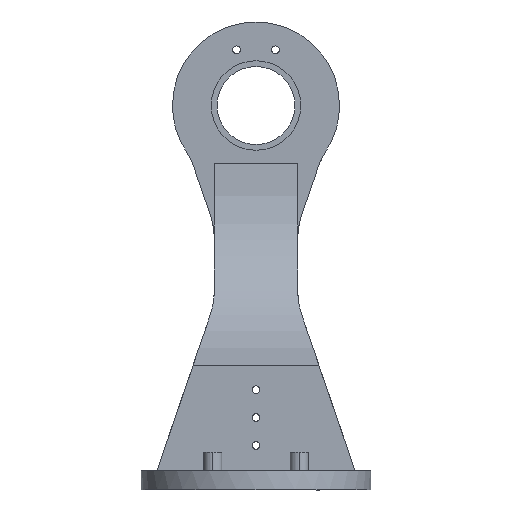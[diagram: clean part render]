
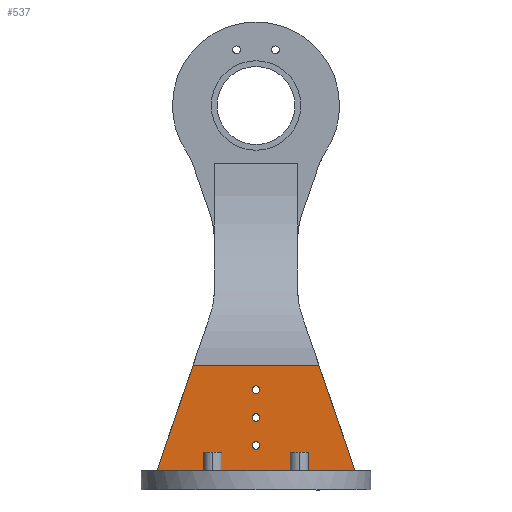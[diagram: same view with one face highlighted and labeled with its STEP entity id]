
A CAD part, left-side view. The second image highlights one B-rep face of the part: STEP entity #537.
In plain terms, the highlighted planar face has unit normal (-1, 0, 0).
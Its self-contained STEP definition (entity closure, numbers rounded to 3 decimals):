
#54 = FACE_BOUND ( 'NONE', #2379, .T. ) ;
#63 = AXIS2_PLACEMENT_3D ( 'NONE', #1675, #2536, #1928 ) ;
#64 = EDGE_CURVE ( 'NONE', #1991, #2887, #2016, .T. ) ;
#74 = DIRECTION ( 'NONE',  ( -1., 0., 0. ) ) ;
#158 = CIRCLE ( 'NONE', #1453, 1.4 ) ;
#184 = ORIENTED_EDGE ( 'NONE', *, *, #3125, .F. ) ;
#267 = CARTESIAN_POINT ( 'NONE',  ( 36.073, 24.444, 16. ) ) ;
#406 = CARTESIAN_POINT ( 'NONE',  ( 36.073, 47.025, 44.881 ) ) ;
#509 = DIRECTION ( 'NONE',  ( 0., -1., 0. ) ) ;
#521 = DIRECTION ( 'NONE',  ( 0., 1., 0. ) ) ;
#525 = AXIS2_PLACEMENT_3D ( 'NONE', #1234, #918, #3276 ) ;
#537 = ADVANCED_FACE ( 'NONE', ( #54, #3243, #638, #2121 ), #601, .T. ) ;
#558 = ORIENTED_EDGE ( 'NONE', *, *, #1503, .F. ) ;
#601 = PLANE ( 'NONE',  #2796 ) ;
#621 = DIRECTION ( 'NONE',  ( 0., -0.324, -0.946 ) ) ;
#638 = FACE_BOUND ( 'NONE', #1282, .T. ) ;
#658 = CARTESIAN_POINT ( 'NONE',  ( 36.073, 24.444, 24.6 ) ) ;
#709 = DIRECTION ( 'NONE',  ( -1., 0., 0. ) ) ;
#723 = VECTOR ( 'NONE', #1975, 1000. ) ;
#784 = VERTEX_POINT ( 'NONE', #3516 ) ;
#830 = CIRCLE ( 'NONE', #525, 1.4 ) ;
#854 = CARTESIAN_POINT ( 'NONE',  ( 36.073, 9.444, 7. ) ) ;
#889 = ORIENTED_EDGE ( 'NONE', *, *, #3256, .T. ) ;
#902 = DIRECTION ( 'NONE',  ( -1., 0., 0. ) ) ;
#918 = DIRECTION ( 'NONE',  ( -1., 0., 0. ) ) ;
#927 = CARTESIAN_POINT ( 'NONE',  ( 36.073, 24.444, 17.4 ) ) ;
#1009 = EDGE_LOOP ( 'NONE', ( #1973, #1097 ) ) ;
#1085 = VERTEX_POINT ( 'NONE', #2788 ) ;
#1097 = ORIENTED_EDGE ( 'NONE', *, *, #2066, .F. ) ;
#1172 = CARTESIAN_POINT ( 'NONE',  ( 36.073, 24.444, 16. ) ) ;
#1195 = CARTESIAN_POINT ( 'NONE',  ( 36.073, 9.444, 0. ) ) ;
#1215 = CIRCLE ( 'NONE', #63, 1.4 ) ;
#1234 = CARTESIAN_POINT ( 'NONE',  ( 36.073, 24.444, 26. ) ) ;
#1235 = DIRECTION ( 'NONE',  ( 0., -1., 0. ) ) ;
#1236 = CIRCLE ( 'NONE', #1751, 1.4 ) ;
#1248 = EDGE_LOOP ( 'NONE', ( #2547, #2076, #889, #3196 ) ) ;
#1282 = EDGE_LOOP ( 'NONE', ( #2666, #558 ) ) ;
#1289 = VERTEX_POINT ( 'NONE', #2114 ) ;
#1326 = CARTESIAN_POINT ( 'NONE',  ( 36.073, 24.444, 36. ) ) ;
#1379 = LINE ( 'NONE', #2301, #723 ) ;
#1453 = AXIS2_PLACEMENT_3D ( 'NONE', #1172, #902, #2920 ) ;
#1503 = EDGE_CURVE ( 'NONE', #2887, #1991, #158, .T. ) ;
#1563 = CARTESIAN_POINT ( 'NONE',  ( 36.073, -11.118, 7. ) ) ;
#1608 = AXIS2_PLACEMENT_3D ( 'NONE', #3019, #74, #1235 ) ;
#1675 = CARTESIAN_POINT ( 'NONE',  ( 36.073, 24.444, 26. ) ) ;
#1747 = DIRECTION ( 'NONE',  ( -1., 0., 0. ) ) ;
#1751 = AXIS2_PLACEMENT_3D ( 'NONE', #1326, #709, #2512 ) ;
#1767 = LINE ( 'NONE', #854, #2963 ) ;
#1815 = DIRECTION ( 'NONE',  ( -1., 0., 0. ) ) ;
#1891 = EDGE_CURVE ( 'NONE', #3119, #2111, #2636, .T. ) ;
#1928 = DIRECTION ( 'NONE',  ( 0., -1., 0. ) ) ;
#1973 = ORIENTED_EDGE ( 'NONE', *, *, #3281, .F. ) ;
#1975 = DIRECTION ( 'NONE',  ( 0., 0.324, -0.946 ) ) ;
#1991 = VERTEX_POINT ( 'NONE', #2392 ) ;
#2016 = CIRCLE ( 'NONE', #3693, 1.4 ) ;
#2065 = VERTEX_POINT ( 'NONE', #658 ) ;
#2066 = EDGE_CURVE ( 'NONE', #784, #2065, #830, .T. ) ;
#2076 = ORIENTED_EDGE ( 'NONE', *, *, #3002, .T. ) ;
#2111 = VERTEX_POINT ( 'NONE', #1563 ) ;
#2114 = CARTESIAN_POINT ( 'NONE',  ( 36.073, 24.444, 37.4 ) ) ;
#2121 = FACE_OUTER_BOUND ( 'NONE', #1248, .T. ) ;
#2144 = VERTEX_POINT ( 'NONE', #406 ) ;
#2216 = ORIENTED_EDGE ( 'NONE', *, *, #2514, .F. ) ;
#2301 = CARTESIAN_POINT ( 'NONE',  ( 36.073, 56.839, 16.243 ) ) ;
#2379 = EDGE_LOOP ( 'NONE', ( #2216, #184 ) ) ;
#2392 = CARTESIAN_POINT ( 'NONE',  ( 36.073, 24.444, 14.6 ) ) ;
#2469 = VECTOR ( 'NONE', #3204, 1000. ) ;
#2511 = VERTEX_POINT ( 'NONE', #3357 ) ;
#2512 = DIRECTION ( 'NONE',  ( 0., -1., 0. ) ) ;
#2514 = EDGE_CURVE ( 'NONE', #1085, #1289, #1236, .T. ) ;
#2536 = DIRECTION ( 'NONE',  ( -1., 0., 0. ) ) ;
#2547 = ORIENTED_EDGE ( 'NONE', *, *, #1891, .F. ) ;
#2636 = LINE ( 'NONE', #3542, #3173 ) ;
#2666 = ORIENTED_EDGE ( 'NONE', *, *, #64, .F. ) ;
#2684 = EDGE_CURVE ( 'NONE', #2111, #2511, #1767, .T. ) ;
#2699 = LINE ( 'NONE', #3771, #2469 ) ;
#2769 = DIRECTION ( 'NONE',  ( 0., -1., 0. ) ) ;
#2788 = CARTESIAN_POINT ( 'NONE',  ( 36.073, 24.444, 34.6 ) ) ;
#2796 = AXIS2_PLACEMENT_3D ( 'NONE', #1195, #1815, #2769 ) ;
#2887 = VERTEX_POINT ( 'NONE', #927 ) ;
#2920 = DIRECTION ( 'NONE',  ( 0., -1., 0. ) ) ;
#2963 = VECTOR ( 'NONE', #521, 1000. ) ;
#3002 = EDGE_CURVE ( 'NONE', #3119, #2144, #2699, .T. ) ;
#3019 = CARTESIAN_POINT ( 'NONE',  ( 36.073, 24.444, 36. ) ) ;
#3055 = CARTESIAN_POINT ( 'NONE',  ( 36.073, 1.864, 44.881 ) ) ;
#3119 = VERTEX_POINT ( 'NONE', #3055 ) ;
#3125 = EDGE_CURVE ( 'NONE', #1289, #1085, #3476, .T. ) ;
#3173 = VECTOR ( 'NONE', #621, 1000. ) ;
#3196 = ORIENTED_EDGE ( 'NONE', *, *, #2684, .F. ) ;
#3204 = DIRECTION ( 'NONE',  ( 0., 1., 0. ) ) ;
#3243 = FACE_BOUND ( 'NONE', #1009, .T. ) ;
#3256 = EDGE_CURVE ( 'NONE', #2144, #2511, #1379, .T. ) ;
#3276 = DIRECTION ( 'NONE',  ( 0., -1., 0. ) ) ;
#3281 = EDGE_CURVE ( 'NONE', #2065, #784, #1215, .T. ) ;
#3357 = CARTESIAN_POINT ( 'NONE',  ( 36.073, 60.007, 7. ) ) ;
#3476 = CIRCLE ( 'NONE', #1608, 1.4 ) ;
#3516 = CARTESIAN_POINT ( 'NONE',  ( 36.073, 24.444, 27.4 ) ) ;
#3542 = CARTESIAN_POINT ( 'NONE',  ( 36.073, -11.104, 7.042 ) ) ;
#3693 = AXIS2_PLACEMENT_3D ( 'NONE', #267, #1747, #509 ) ;
#3771 = CARTESIAN_POINT ( 'NONE',  ( 36.073, 9.444, 44.881 ) ) ;
